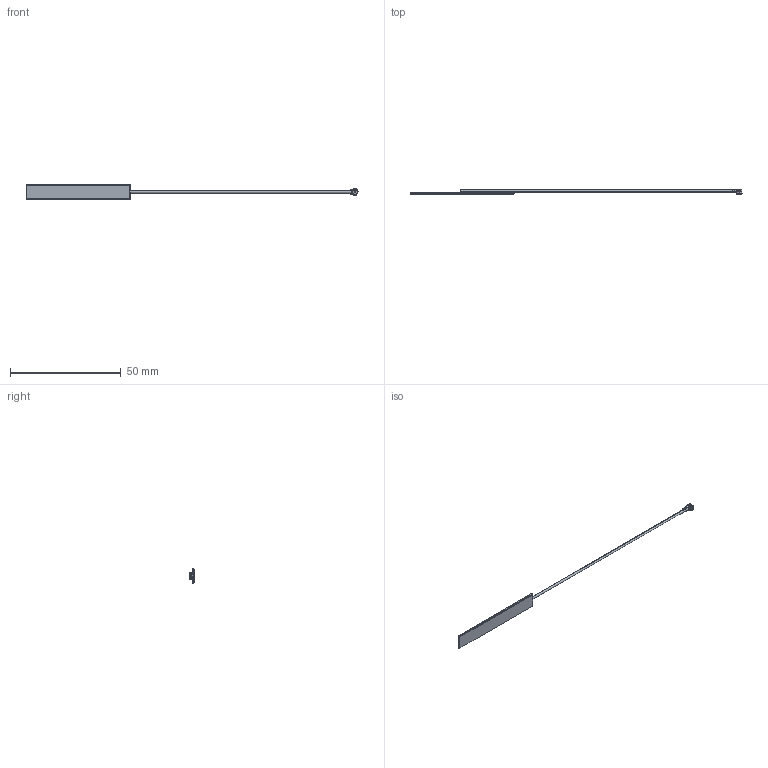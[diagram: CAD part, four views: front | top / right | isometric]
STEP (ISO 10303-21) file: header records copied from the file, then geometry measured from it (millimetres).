
FILE_DESCRIPTION (( 'STEP AP214' ), '1' );
FILE_NAME ('PE51210.step', '2020-06-18T14:29:35', ( '' ), ( '' ), 'SwSTEP 2.0', 'SolidWorks 2018', '' );
FILE_SCHEMA (( 'AUTOMOTIVE_DESIGN' ));
Length unit declared in the file: millimetre
Products named in the file (3): UFL_connector; PE51210; HG2403FPU-100IPEX_PCB W-CABLE
Assembly tree (2 placements, depth 2):
  PE51210
    HG2403FPU-100IPEX_PCB W-CABLE
    UFL_connector
Bounding box: 149.85 x 2.09 x 6.7 mm (x, y, z)
Volume: 404.1 mm3; surface area: 1216.7 mm2
Topology: 3 solids, 3 shells, 79 faces, 202 edges, 134 vertices
Faces by surface type: plane 47, cylinder 30, torus 2
Entity records: 3275 total; most frequent: CARTESIAN_POINT 506, DIRECTION 416, ORIENTED_EDGE 404, EDGE_CURVE 202, AXIS2_PLACEMENT_3D 150, VERTEX_POINT 134, VECTOR 116, LINE 116
